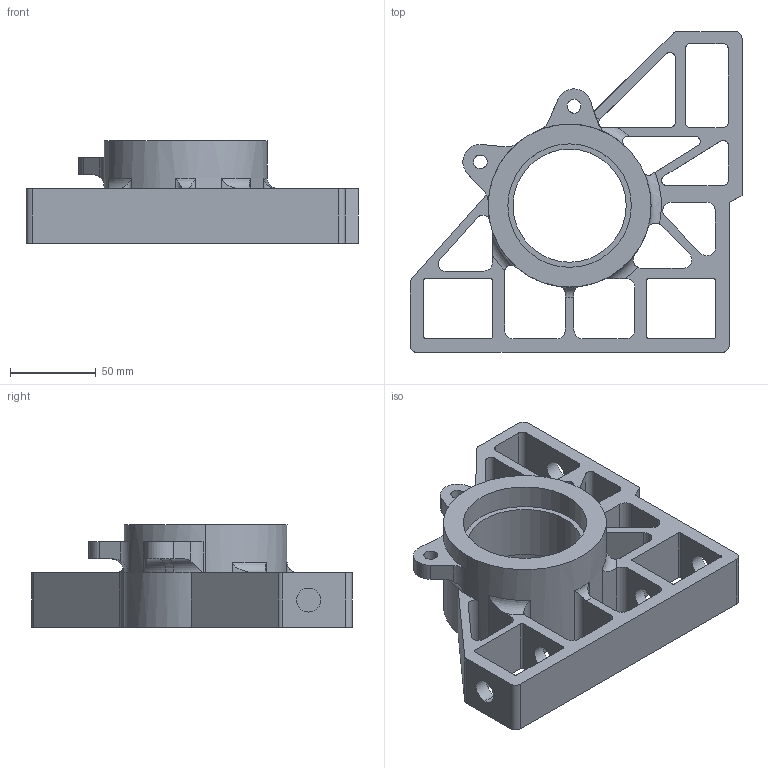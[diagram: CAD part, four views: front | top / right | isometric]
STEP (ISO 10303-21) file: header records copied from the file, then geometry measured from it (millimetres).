
FILE_DESCRIPTION (( 'STEP AP203' ), '1' );
FILE_NAME ('knuckle_optimized_left.STEP', '2024-12-17T15:45:45', ( '' ), ( '' ), 'SwSTEP 2.0', 'SolidWorks 2024', '' );
FILE_SCHEMA (( 'CONFIG_CONTROL_DESIGN' ));
Length unit declared in the file: millimetre
Products named in the file (1): knuckle_optimized_left
Bounding box: 193.55 x 187 x 60 mm (x, y, z)
Volume: 439460.4 mm3; surface area: 111565.3 mm2
Topology: 1 solids, 1 shells, 147 faces, 447 edges, 296 vertices
Faces by surface type: cylinder 80, plane 56, torus 9, bspline 2
Entity records: 5622 total; most frequent: CARTESIAN_POINT 1352, ORIENTED_EDGE 894, DIRECTION 891, EDGE_CURVE 447, AXIS2_PLACEMENT_3D 331, VERTEX_POINT 296, LINE 229, VECTOR 229
